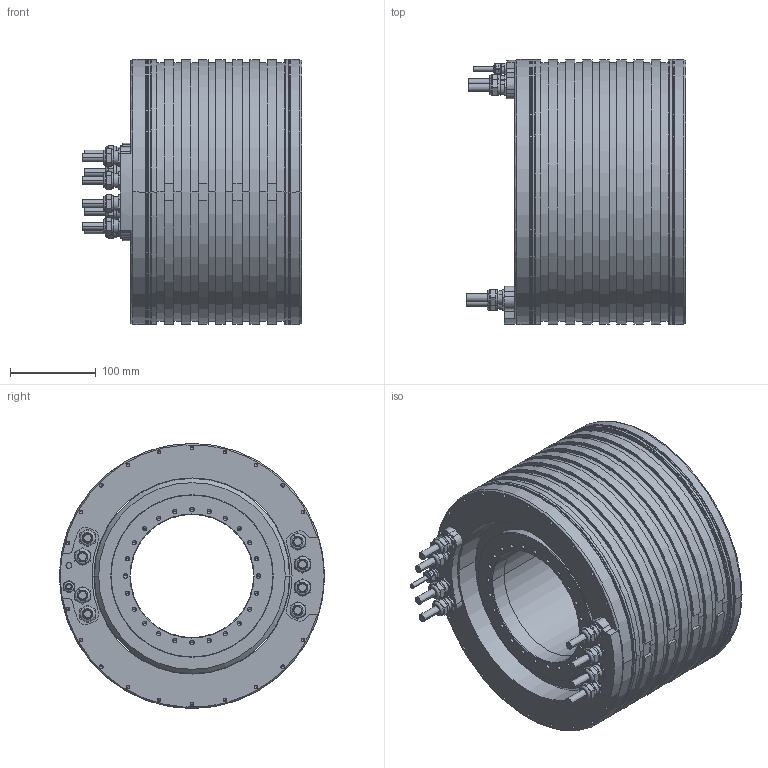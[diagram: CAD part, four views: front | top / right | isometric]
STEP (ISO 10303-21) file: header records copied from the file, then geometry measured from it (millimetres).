
FILE_DESCRIPTION((''),'2;1');
FILE_NAME('667936-04-D01_ASM','2008-08-08T',('ch5461'),(''),'PRO/ENGINEER BY PARAMETRIC TECHNOLOGY CORPORATION, 2006080','PRO/ENGINEER BY PARAMETRIC TECHNOLOGY CORPORATION, 2006080','');
FILE_SCHEMA(('CONFIG_CONTROL_DESIGN'));
Length unit declared in the file: millimetre
Products named in the file (8): 667936-05-D01; 667936-03-D01; 353668-04-K01; 645986-02-A01; 353668-13-K01; 647519-05-A01; 639390-01-K01; 667936-04-D01_ASM
Assembly tree (22 placements, depth 2):
  667936-04-D01_ASM
    667936-05-D01
    667936-03-D01
    353668-04-K01
    645986-02-A01
    353668-13-K01  x8
    647519-05-A01  x8
    639390-01-K01  x2
Bounding box: 256.5 x 310 x 310 mm (x, y, z)
Volume: 10849104.1 mm3; surface area: 801050.2 mm2
Topology: 22 solids, 23 shells, 1112 faces, 2537 edges, 1436 vertices
Faces by surface type: cylinder 438, plane 352, cone 268, torus 54
Entity records: 20006 total; most frequent: DIRECTION 3809, CARTESIAN_POINT 3310, ORIENTED_EDGE 3078, EDGE_CURVE 1539, AXIS2_PLACEMENT_3D 1530, VERTEX_POINT 952, EDGE_LOOP 861, CIRCLE 774
